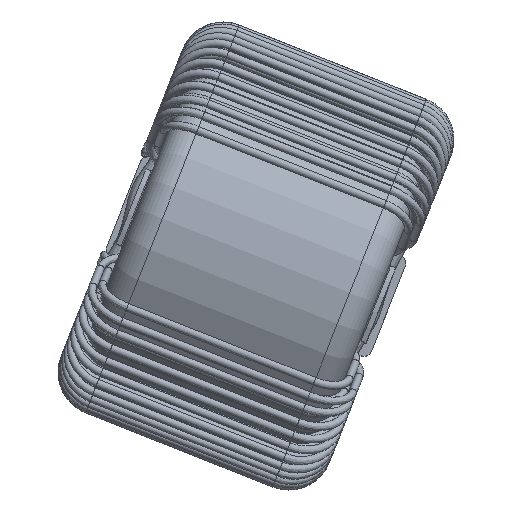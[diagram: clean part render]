
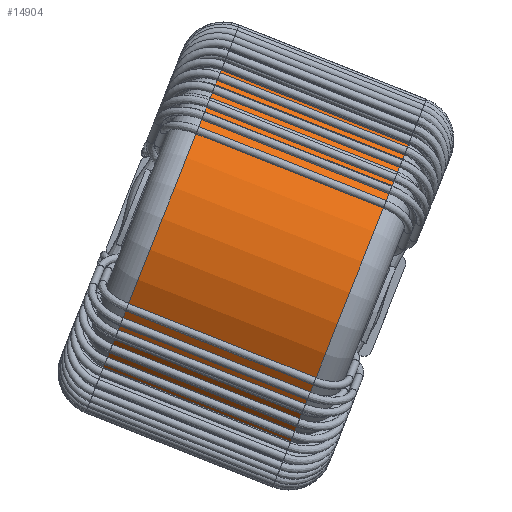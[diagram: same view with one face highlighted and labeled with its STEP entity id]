
A CAD part, top view. The second image highlights one B-rep face of the part: STEP entity #14904.
In plain terms, the highlighted cylindrical face has radius 7.15 mm (diameter 14.3 mm), a full revolution.
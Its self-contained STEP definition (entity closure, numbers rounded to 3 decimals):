
#825=CYLINDRICAL_SURFACE('',#16033,7.15);
#3048=ORIENTED_EDGE('',*,*,#4449,.F.);
#3049=ORIENTED_EDGE('',*,*,#4446,.T.);
#4446=EDGE_CURVE('',#5382,#5382,#6042,.T.);
#4449=EDGE_CURVE('',#5385,#5385,#6045,.T.);
#5382=VERTEX_POINT('',#32024);
#5385=VERTEX_POINT('',#32031);
#6042=CIRCLE('',#16020,7.15);
#6045=CIRCLE('',#16024,7.15);
#7124=EDGE_LOOP('',(#3048));
#7125=EDGE_LOOP('',(#3049));
#8586=FACE_BOUND('',#7124,.T.);
#8587=FACE_BOUND('',#7125,.T.);
#14904=ADVANCED_FACE('',(#8586,#8587),#825,.T.);
#16020=AXIS2_PLACEMENT_3D('',#32023,#18295,#18296);
#16024=AXIS2_PLACEMENT_3D('',#32030,#18303,#18304);
#16033=AXIS2_PLACEMENT_3D('',#32044,#18321,#18322);
#18295=DIRECTION('',(0.,1.,0.));
#18296=DIRECTION('',(0.,0.,1.));
#18303=DIRECTION('',(0.,1.,0.));
#18304=DIRECTION('',(0.,0.,1.));
#18321=DIRECTION('',(0.,1.,0.));
#18322=DIRECTION('',(0.,0.,1.));
#32023=CARTESIAN_POINT('',(0.,-3.75,10.75));
#32024=CARTESIAN_POINT('',(0.,-3.75,17.9));
#32030=CARTESIAN_POINT('',(0.,3.75,10.75));
#32031=CARTESIAN_POINT('',(0.,3.75,17.9));
#32044=CARTESIAN_POINT('',(0.,-4.75,10.75));
